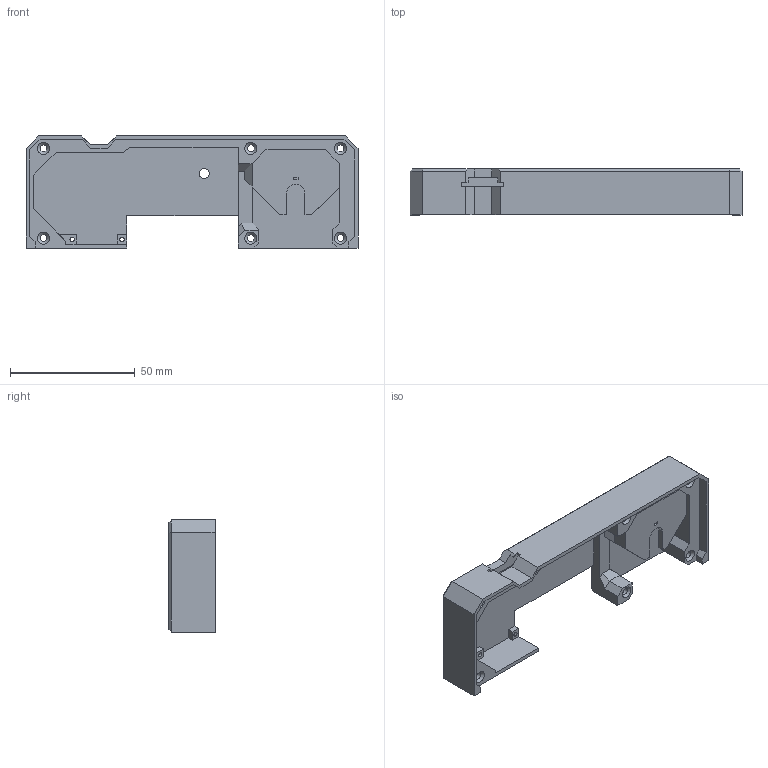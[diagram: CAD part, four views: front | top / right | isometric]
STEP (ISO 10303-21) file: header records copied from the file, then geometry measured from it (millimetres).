
FILE_DESCRIPTION( ( '' ), ' ' );
FILE_NAME( '5e45ffd56db6871503961769.step', '2020-02-14T02:03:01', ( '' ), ( '' ), ' ', ' ', ' ' );
FILE_SCHEMA( ( 'AUTOMOTIVE_DESIGN { 1 0 10303 214 1 1 1 1 }' ) );
Length unit declared in the file: metre
Products named in the file (1): front panel back
Bounding box: 133.2 x 18.5 x 45 mm (x, y, z)
Volume: 27319.2 mm3; surface area: 22627.4 mm2
Topology: 1 solids, 1 shells, 132 faces, 381 edges, 249 vertices
Faces by surface type: plane 107, cone 15, cylinder 10
Full cylindrical faces by diameter (mm): 1.75 x2, 2.8 x6, 4 x1
Entity records: 5184 total; most frequent: CARTESIAN_POINT 723, ORIENTED_EDGE 698, DIRECTION 650, EDGE_CURVE 349, LINE 314, VECTOR 314, VERTEX_POINT 241, EDGE_LOOP 176
